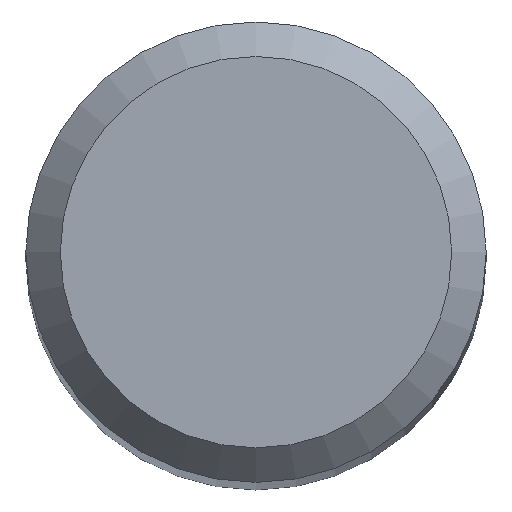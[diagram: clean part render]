
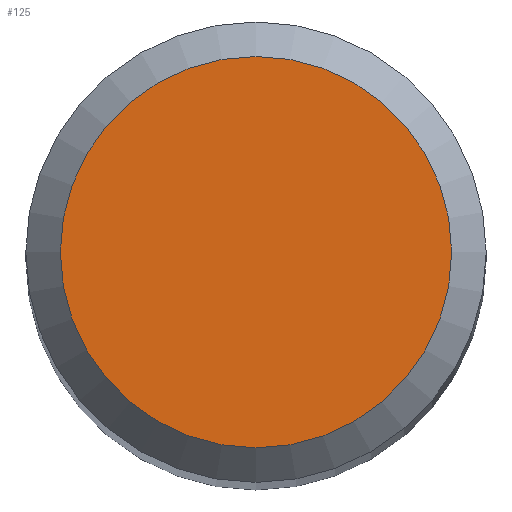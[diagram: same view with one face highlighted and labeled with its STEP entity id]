
A CAD part, top view. The second image highlights one B-rep face of the part: STEP entity #125.
In plain terms, the highlighted planar face has unit normal (0, 0, 1).
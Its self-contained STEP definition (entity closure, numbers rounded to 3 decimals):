
#125=ADVANCED_FACE('',(#133),#130,.T.);
#130=PLANE('',#182);
#133=FACE_OUTER_BOUND('',#137,.T.);
#137=EDGE_LOOP('',(#145));
#145=ORIENTED_EDGE('',*,*,#157,.T.);
#153=VERTEX_POINT('',#219);
#157=EDGE_CURVE('',#153,#153,#161,.T.);
#161=CIRCLE('',#181,3.4);
#181=AXIS2_PLACEMENT_3D('',#218,#198,#199);
#182=AXIS2_PLACEMENT_3D('',#220,#200,#201);
#198=DIRECTION('',(0.,0.,1.));
#199=DIRECTION('',(1.,0.,0.));
#200=DIRECTION('',(0.,0.,1.));
#201=DIRECTION('',(1.,0.,0.));
#218=CARTESIAN_POINT('',(0.,0.,0.));
#219=CARTESIAN_POINT('',(3.4,0.,0.));
#220=CARTESIAN_POINT('',(0.,0.,0.));
